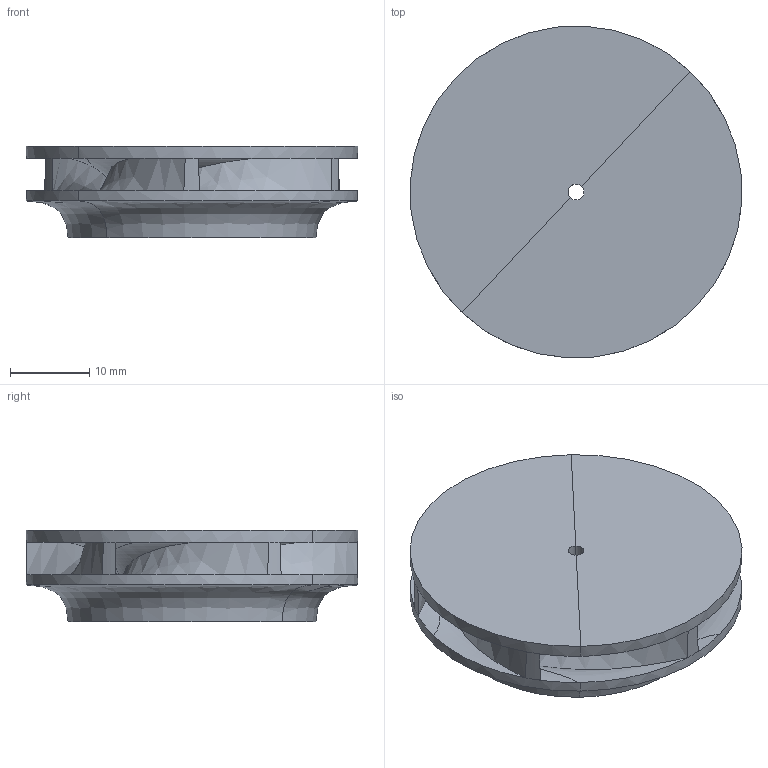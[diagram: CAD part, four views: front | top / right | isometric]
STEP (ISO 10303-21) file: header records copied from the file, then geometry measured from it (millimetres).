
FILE_DESCRIPTION(('Open CASCADE Model'),'2;1');
FILE_NAME('Open CASCADE Shape Model','2024-11-30T10:32:43',('Author'),( 'Open CASCADE'),'Open CASCADE STEP processor 7.6','Open CASCADE 7.6' ,'Unknown');
FILE_SCHEMA(('AUTOMOTIVE_DESIGN { 1 0 10303 214 1 1 1 1 }'));
Length unit declared in the file: millimetre
Products named in the file (1): [Impeller_1] Material domain
Bounding box: 41.73 x 41.73 x 11.57 mm (x, y, z)
Volume: 7164.4 mm3; surface area: 7010.8 mm2
Topology: 1 solids, 1 shells, 52 faces, 156 edges, 92 vertices
Faces by surface type: revolution 24, bspline 18, cylinder 6, cone 4
Entity records: 18238 total; most frequent: CARTESIAN_POINT 16987, ORIENTED_EDGE 312, DIRECTION 184, EDGE_CURVE 156, B_SPLINE_CURVE_WITH_KNOTS 110, VERTEX_POINT 92, AXIS2_PLACEMENT_3D 79, CIRCLE 68
